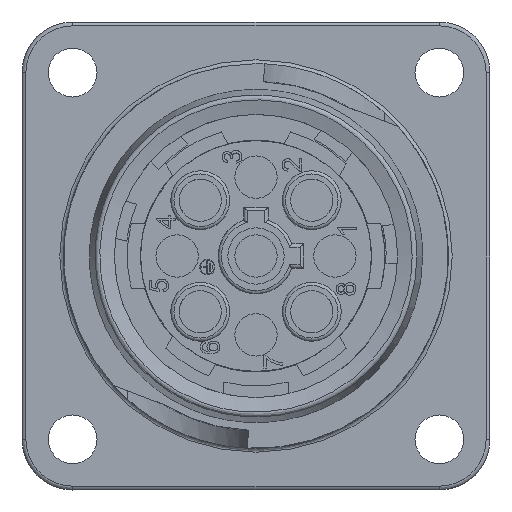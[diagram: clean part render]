
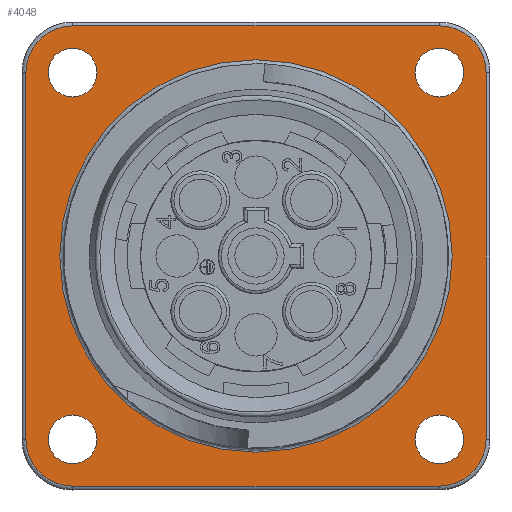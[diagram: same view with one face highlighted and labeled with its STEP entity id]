
A CAD part, front view. The second image highlights one B-rep face of the part: STEP entity #4048.
In plain terms, the highlighted planar face has unit normal (0, -1, 0).
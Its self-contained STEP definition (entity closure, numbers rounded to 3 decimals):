
#2936=LINE('',#13248,#3472);
#2937=LINE('',#13280,#3473);
#2938=LINE('',#13312,#3474);
#2939=LINE('',#13344,#3475);
#3472=VECTOR('',#11131,1.);
#3473=VECTOR('',#11140,1.);
#3474=VECTOR('',#11149,1.);
#3475=VECTOR('',#11158,1.);
#4048=ADVANCED_FACE('',(#4745,#4746,#4747,#4748,#4749,#4750),#4476,.T.);
#4476=PLANE('',#10217);
#4745=FACE_BOUND('',#5019,.T.);
#4746=FACE_BOUND('',#5020,.T.);
#4747=FACE_BOUND('',#5021,.T.);
#4748=FACE_BOUND('',#5022,.T.);
#4749=FACE_BOUND('',#5023,.T.);
#4750=FACE_BOUND('',#5024,.T.);
#5019=EDGE_LOOP('',(#5873));
#5020=EDGE_LOOP('',(#5874));
#5021=EDGE_LOOP('',(#5875));
#5022=EDGE_LOOP('',(#5876));
#5023=EDGE_LOOP('',(#5877));
#5024=EDGE_LOOP('',(#5878,#5879,#5880,#5881,#5882,#5883,#5884,#5885));
#5873=ORIENTED_EDGE('',*,*,#8784,.T.);
#5874=ORIENTED_EDGE('',*,*,#8786,.T.);
#5875=ORIENTED_EDGE('',*,*,#8788,.T.);
#5876=ORIENTED_EDGE('',*,*,#8790,.T.);
#5877=ORIENTED_EDGE('',*,*,#8876,.T.);
#5878=ORIENTED_EDGE('',*,*,#8875,.T.);
#5879=ORIENTED_EDGE('',*,*,#8862,.T.);
#5880=ORIENTED_EDGE('',*,*,#8864,.T.);
#5881=ORIENTED_EDGE('',*,*,#8866,.T.);
#5882=ORIENTED_EDGE('',*,*,#8868,.T.);
#5883=ORIENTED_EDGE('',*,*,#8870,.T.);
#5884=ORIENTED_EDGE('',*,*,#8872,.T.);
#5885=ORIENTED_EDGE('',*,*,#8874,.T.);
#7951=VERTEX_POINT('',#13077);
#7953=VERTEX_POINT('',#13082);
#7955=VERTEX_POINT('',#13087);
#7957=VERTEX_POINT('',#13092);
#7997=VERTEX_POINT('',#13245);
#7998=VERTEX_POINT('',#13247);
#7999=VERTEX_POINT('',#13251);
#8000=VERTEX_POINT('',#13279);
#8001=VERTEX_POINT('',#13283);
#8002=VERTEX_POINT('',#13311);
#8003=VERTEX_POINT('',#13315);
#8004=VERTEX_POINT('',#13343);
#8005=VERTEX_POINT('',#13373);
#8784=EDGE_CURVE('',#7951,#7951,#9835,.T.);
#8786=EDGE_CURVE('',#7953,#7953,#9837,.T.);
#8788=EDGE_CURVE('',#7955,#7955,#9839,.T.);
#8790=EDGE_CURVE('',#7957,#7957,#9841,.T.);
#8862=EDGE_CURVE('',#7997,#7998,#2936,.T.);
#8864=EDGE_CURVE('',#7998,#7999,#9866,.T.);
#8866=EDGE_CURVE('',#7999,#8000,#2937,.T.);
#8868=EDGE_CURVE('',#8000,#8001,#9869,.T.);
#8870=EDGE_CURVE('',#8001,#8002,#2938,.T.);
#8872=EDGE_CURVE('',#8002,#8003,#9872,.T.);
#8874=EDGE_CURVE('',#8003,#8004,#2939,.T.);
#8875=EDGE_CURVE('',#8004,#7997,#9874,.T.);
#8876=EDGE_CURVE('',#8005,#8005,#9875,.T.);
#9835=CIRCLE('',#10141,1.9);
#9837=CIRCLE('',#10144,1.9);
#9839=CIRCLE('',#10147,1.9);
#9841=CIRCLE('',#10150,1.9);
#9866=CIRCLE('',#10204,3.65);
#9869=CIRCLE('',#10208,3.65);
#9872=CIRCLE('',#10212,3.65);
#9874=CIRCLE('',#10215,3.65);
#9875=CIRCLE('',#10216,15.3);
#10141=AXIS2_PLACEMENT_3D('',#13076,#10966,#10967);
#10144=AXIS2_PLACEMENT_3D('',#13081,#10972,#10973);
#10147=AXIS2_PLACEMENT_3D('',#13086,#10978,#10979);
#10150=AXIS2_PLACEMENT_3D('',#13091,#10984,#10985);
#10204=AXIS2_PLACEMENT_3D('',#13252,#11136,#11137);
#10208=AXIS2_PLACEMENT_3D('',#13284,#11145,#11146);
#10212=AXIS2_PLACEMENT_3D('',#13316,#11154,#11155);
#10215=AXIS2_PLACEMENT_3D('',#13346,#11161,#11162);
#10216=AXIS2_PLACEMENT_3D('',#13372,#11163,#11164);
#10217=AXIS2_PLACEMENT_3D('',#13374,#11165,#11166);
#10966=DIRECTION('',(0.,1.,0.));
#10967=DIRECTION('',(0.,0.,1.));
#10972=DIRECTION('',(0.,1.,0.));
#10973=DIRECTION('',(0.,0.,1.));
#10978=DIRECTION('',(0.,1.,0.));
#10979=DIRECTION('',(0.,0.,1.));
#10984=DIRECTION('',(0.,1.,0.));
#10985=DIRECTION('',(0.,0.,1.));
#11131=DIRECTION('',(0.,0.,-1.));
#11136=DIRECTION('',(0.,-1.,0.));
#11137=DIRECTION('',(-1.,0.,0.));
#11140=DIRECTION('',(1.,0.,0.));
#11145=DIRECTION('',(0.,-1.,0.));
#11146=DIRECTION('',(0.,0.,-1.));
#11149=DIRECTION('',(0.,0.,1.));
#11154=DIRECTION('',(0.,-1.,0.));
#11155=DIRECTION('',(1.,0.,0.));
#11158=DIRECTION('',(-1.,0.,0.));
#11161=DIRECTION('',(0.,-1.,0.));
#11162=DIRECTION('',(0.,0.,1.));
#11163=DIRECTION('',(0.,1.,0.));
#11164=DIRECTION('',(0.,0.,1.));
#11165=DIRECTION('',(0.,-1.,0.));
#11166=DIRECTION('',(0.,0.,1.));
#13076=CARTESIAN_POINT('',(9.45,19.518,14.3));
#13077=CARTESIAN_POINT('',(9.45,19.518,16.2));
#13081=CARTESIAN_POINT('',(9.45,19.518,-14.3));
#13082=CARTESIAN_POINT('',(9.45,19.518,-12.4));
#13086=CARTESIAN_POINT('',(-19.15,19.518,-14.3));
#13087=CARTESIAN_POINT('',(-19.15,19.518,-12.4));
#13091=CARTESIAN_POINT('',(-19.15,19.518,14.3));
#13092=CARTESIAN_POINT('',(-19.15,19.518,16.2));
#13245=CARTESIAN_POINT('',(-22.8,19.518,14.3));
#13247=CARTESIAN_POINT('',(-22.8,19.518,-14.3));
#13248=CARTESIAN_POINT('',(-22.8,19.518,14.3));
#13251=CARTESIAN_POINT('',(-19.15,19.518,-17.95));
#13252=CARTESIAN_POINT('',(-19.15,19.518,-14.3));
#13279=CARTESIAN_POINT('',(9.45,19.518,-17.95));
#13280=CARTESIAN_POINT('',(-19.15,19.518,-17.95));
#13283=CARTESIAN_POINT('',(13.1,19.518,-14.3));
#13284=CARTESIAN_POINT('',(9.45,19.518,-14.3));
#13311=CARTESIAN_POINT('',(13.1,19.518,14.3));
#13312=CARTESIAN_POINT('',(13.1,19.518,-14.3));
#13315=CARTESIAN_POINT('',(9.45,19.518,17.95));
#13316=CARTESIAN_POINT('',(9.45,19.518,14.3));
#13343=CARTESIAN_POINT('',(-19.15,19.518,17.95));
#13344=CARTESIAN_POINT('',(9.45,19.518,17.95));
#13346=CARTESIAN_POINT('',(-19.15,19.518,14.3));
#13372=CARTESIAN_POINT('',(-4.85,19.518,0.));
#13373=CARTESIAN_POINT('',(-4.85,19.518,15.3));
#13374=CARTESIAN_POINT('',(14.413,19.518,-19.262));
